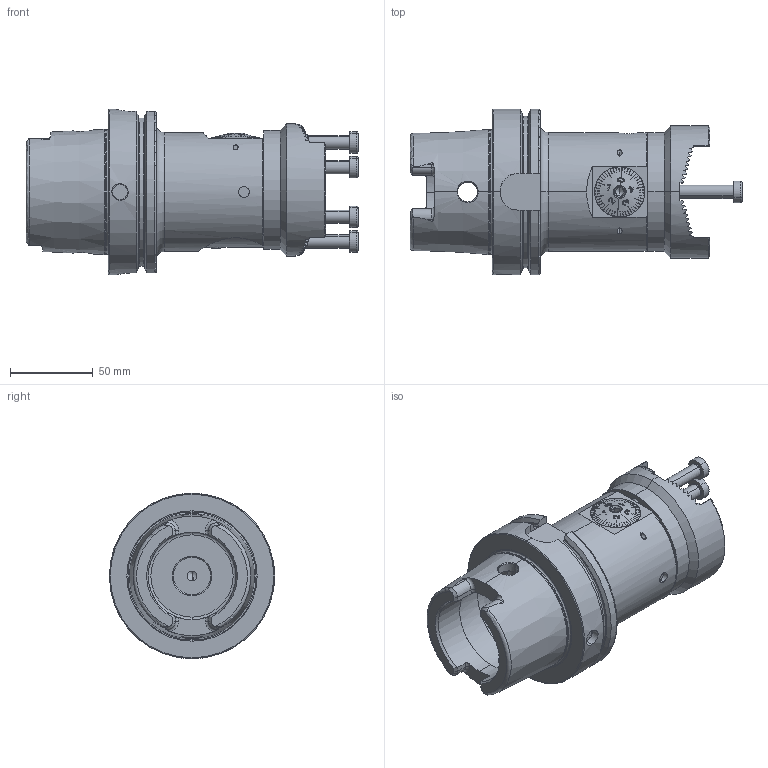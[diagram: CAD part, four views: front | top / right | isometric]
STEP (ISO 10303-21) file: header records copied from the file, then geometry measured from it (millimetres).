
FILE_DESCRIPTION (( 'STEP AP214' ), '1' );
FILE_NAME ('HA0.F00.K11.154.STEP', '2023-08-31T05:33:46', ( '' ), ( '' ), 'SwSTEP 2.0', 'SolidWorks 2017', '' );
FILE_SCHEMA (( 'AUTOMOTIVE_DESIGN' ));
Length unit declared in the file: millimetre
Products named in the file (17): A55-BG3.002.016_A; A55-BG2.001.000_B; ISO 4762 - M8 x 60; DIN 3771 - 24x1.5; HA0-F00.K10.154_A_Fertigbearbeitung; F00-BG5.001.037_B; HA0.F00.K11.154; F00-BG6.001.008_A; ISO 2338 - 3 h8 x 6; KU1-U10.001.010_2; KU1-U10.001.010_1; F00-ER1.015.014_A; F00-ER1.101.045_A_PreviewCfg; KU1-U10.001.010; ISO 4762 - M6 x 35; F00-BG1.001.046_A; F00-BG1.001.046
Assembly tree (25 placements, depth 3):
  HA0.F00.K11.154
    HA0-F00.K10.154_A_Fertigbearbeitung
    F00-BG1.001.046
      F00-BG1.001.046_A
      F00-ER1.015.014_A
    ISO 4762 - M8 x 60
    KU1-U10.001.010
      KU1-U10.001.010_1
      KU1-U10.001.010_2
    A55-BG2.001.000_B
    DIN 3771 - 24x1.5
    A55-BG3.002.016_A
    F00-BG6.001.008_A  x2
    ISO 2338 - 3 h8 x 6  x3
    F00-BG5.001.037_B
    ISO 4762 - M6 x 35  x4
    F00-ER1.101.045_A_PreviewCfg  x4
Bounding box: 200.93 x 100 x 100 mm (x, y, z)
Volume: 629797.3 mm3; surface area: 129403.2 mm2
Topology: 23 solids, 23 shells, 1126 faces, 2869 edges, 1797 vertices
Faces by surface type: plane 508, cylinder 233, cone 217, torus 97, bspline 67, sphere 4
Entity records: 40801 total; most frequent: CARTESIAN_POINT 13071, ORIENTED_EDGE 4890, DIRECTION 4074, EDGE_CURVE 2445, VERTEX_POINT 1569, AXIS2_PLACEMENT_3D 1567, EDGE_LOOP 1024, ADVANCED_FACE 940
